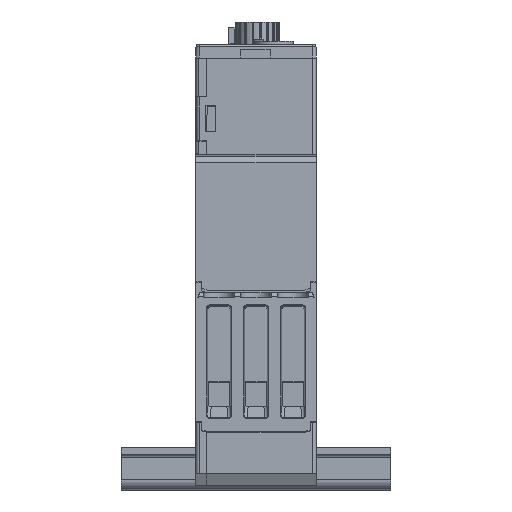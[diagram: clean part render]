
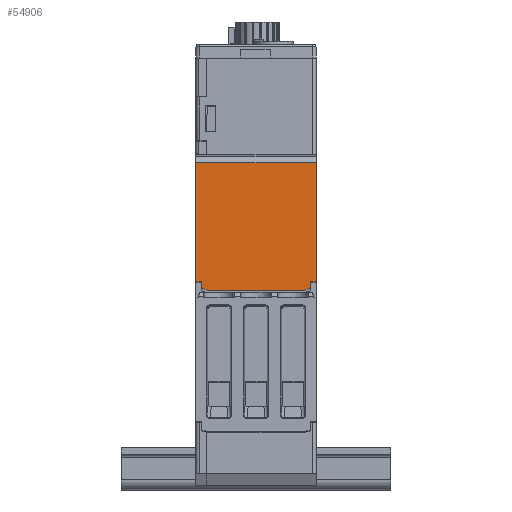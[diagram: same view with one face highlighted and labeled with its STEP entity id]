
A CAD part, left-side view. The second image highlights one B-rep face of the part: STEP entity #54906.
In plain terms, the highlighted planar face has unit normal (-1, 0, 0).
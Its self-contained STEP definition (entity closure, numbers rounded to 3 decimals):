
#3610=PLANE('',#62694);
#9668=LINE('',#102120,#14932);
#9691=LINE('',#102176,#14955);
#9692=LINE('',#102178,#14956);
#9693=LINE('',#102180,#14957);
#9694=LINE('',#102182,#14958);
#9695=LINE('',#102184,#14959);
#9696=LINE('',#102186,#14960);
#9697=LINE('',#102188,#14961);
#9698=LINE('',#102190,#14962);
#9699=LINE('',#102192,#14963);
#14932=VECTOR('',#75973,1000.);
#14955=VECTOR('',#76010,1000.);
#14956=VECTOR('',#76011,1000.);
#14957=VECTOR('',#76012,1000.);
#14958=VECTOR('',#76013,1000.);
#14959=VECTOR('',#76014,1000.);
#14960=VECTOR('',#76015,1000.);
#14961=VECTOR('',#76016,1000.);
#14962=VECTOR('',#76017,1000.);
#14963=VECTOR('',#76018,1000.);
#30147=ORIENTED_EDGE('',*,*,#38738,.T.);
#30148=ORIENTED_EDGE('',*,*,#38711,.F.);
#30149=ORIENTED_EDGE('',*,*,#38739,.F.);
#30150=ORIENTED_EDGE('',*,*,#38740,.F.);
#30151=ORIENTED_EDGE('',*,*,#38741,.F.);
#30152=ORIENTED_EDGE('',*,*,#38742,.F.);
#30153=ORIENTED_EDGE('',*,*,#38743,.F.);
#30154=ORIENTED_EDGE('',*,*,#38744,.F.);
#30155=ORIENTED_EDGE('',*,*,#38745,.F.);
#30156=ORIENTED_EDGE('',*,*,#38746,.T.);
#38711=EDGE_CURVE('',#44025,#44022,#9668,.T.);
#38738=EDGE_CURVE('',#44052,#44022,#9691,.T.);
#38739=EDGE_CURVE('',#44053,#44025,#9692,.T.);
#38740=EDGE_CURVE('',#44054,#44053,#9693,.T.);
#38741=EDGE_CURVE('',#44055,#44054,#9694,.T.);
#38742=EDGE_CURVE('',#44056,#44055,#9695,.T.);
#38743=EDGE_CURVE('',#44057,#44056,#9696,.T.);
#38744=EDGE_CURVE('',#44058,#44057,#9697,.T.);
#38745=EDGE_CURVE('',#44059,#44058,#9698,.T.);
#38746=EDGE_CURVE('',#44059,#44052,#9699,.T.);
#44022=VERTEX_POINT('',#102114);
#44025=VERTEX_POINT('',#102119);
#44052=VERTEX_POINT('',#102177);
#44053=VERTEX_POINT('',#102179);
#44054=VERTEX_POINT('',#102181);
#44055=VERTEX_POINT('',#102183);
#44056=VERTEX_POINT('',#102185);
#44057=VERTEX_POINT('',#102187);
#44058=VERTEX_POINT('',#102189);
#44059=VERTEX_POINT('',#102191);
#47792=EDGE_LOOP('',(#30147,#30148,#30149,#30150,#30151,#30152,#30153,#30154,
#30155,#30156));
#51142=FACE_BOUND('',#47792,.T.);
#54906=ADVANCED_FACE('',(#51142),#3610,.F.);
#62694=AXIS2_PLACEMENT_3D('',#102175,#76008,#76009);
#75973=DIRECTION('',(0.,-1.,0.));
#76008=DIRECTION('',(1.,0.,0.));
#76009=DIRECTION('',(0.,0.,1.));
#76010=DIRECTION('',(0.,0.,1.));
#76011=DIRECTION('',(0.,0.,1.));
#76012=DIRECTION('',(0.,1.,0.));
#76013=DIRECTION('',(0.,0.026,1.));
#76014=DIRECTION('',(0.,0.894,0.447));
#76015=DIRECTION('',(0.,1.,0.));
#76016=DIRECTION('',(0.,0.894,-0.447));
#76017=DIRECTION('',(0.,0.026,-1.));
#76018=DIRECTION('',(0.,-1.,0.));
#102114=CARTESIAN_POINT('',(-35.415,1.2,24.964));
#102119=CARTESIAN_POINT('',(-35.415,19.1,24.964));
#102120=CARTESIAN_POINT('',(-35.415,19.1,24.964));
#102175=CARTESIAN_POINT('',(-35.415,19.1,4.914));
#102176=CARTESIAN_POINT('',(-35.415,1.2,4.914));
#102177=CARTESIAN_POINT('',(-35.415,1.2,7.284));
#102178=CARTESIAN_POINT('',(-35.415,19.1,4.914));
#102179=CARTESIAN_POINT('',(-35.415,19.1,7.284));
#102180=CARTESIAN_POINT('',(-35.415,18.25,7.284));
#102181=CARTESIAN_POINT('',(-35.415,18.247,7.284));
#102182=CARTESIAN_POINT('',(-35.415,18.19,5.138));
#102183=CARTESIAN_POINT('',(-35.415,18.224,6.418));
#102184=CARTESIAN_POINT('',(-35.415,17.255,5.934));
#102185=CARTESIAN_POINT('',(-35.415,17.255,5.934));
#102186=CARTESIAN_POINT('',(-35.415,-10.854,5.934));
#102187=CARTESIAN_POINT('',(-35.415,3.055,5.934));
#102188=CARTESIAN_POINT('',(-35.415,2.055,6.434));
#102189=CARTESIAN_POINT('',(-35.415,2.076,6.423));
#102190=CARTESIAN_POINT('',(-35.415,2.122,4.669));
#102191=CARTESIAN_POINT('',(-35.415,2.053,7.284));
#102192=CARTESIAN_POINT('',(-35.415,2.05,7.284));
